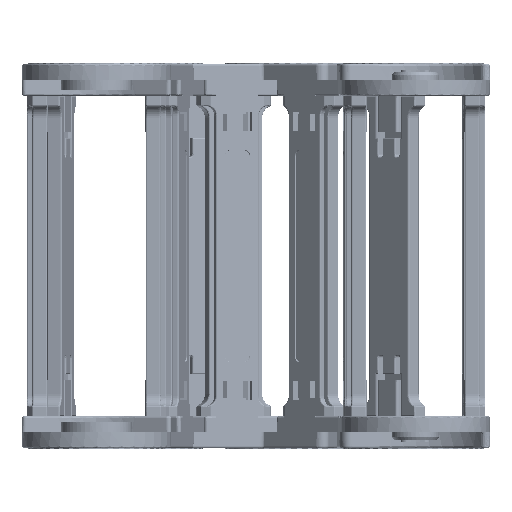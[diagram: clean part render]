
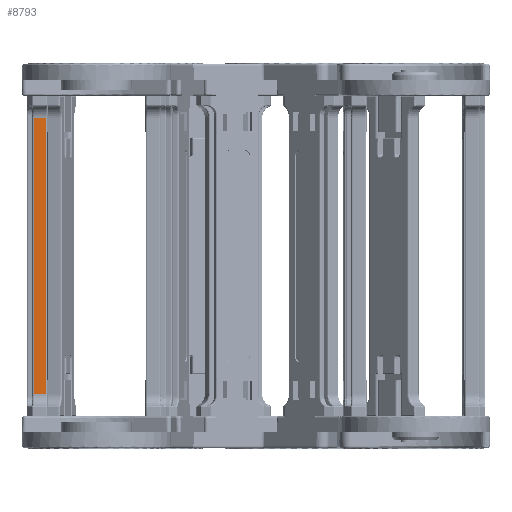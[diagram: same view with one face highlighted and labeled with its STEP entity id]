
A CAD part, left-side view. The second image highlights one B-rep face of the part: STEP entity #8793.
In plain terms, the highlighted face is planar.
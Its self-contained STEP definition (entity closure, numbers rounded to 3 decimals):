
#735 = DIRECTION ( 'NONE',  ( 0., 0., -1. ) ) ;
#2409 = VERTEX_POINT ( 'NONE', #18346 ) ;
#2910 = EDGE_CURVE ( 'NONE', #27315, #18911, #15748, .T. ) ;
#2914 = LINE ( 'NONE', #38022, #31221 ) ;
#4622 = ORIENTED_EDGE ( 'NONE', *, *, #49510, .T. ) ;
#8688 = EDGE_CURVE ( 'NONE', #2409, #18911, #2914, .T. ) ;
#8793 = ADVANCED_FACE ( 'NONE', ( #43598 ), #47276, .T. ) ;
#10065 = DIRECTION ( 'NONE',  ( 1., 0., 0. ) ) ;
#12505 = DIRECTION ( 'NONE',  ( 0., -1., 0. ) ) ;
#15348 = DIRECTION ( 'NONE',  ( 0., 0., -1. ) ) ;
#15748 = LINE ( 'NONE', #32234, #36091 ) ;
#17844 = DIRECTION ( 'NONE',  ( 0., 1., 0. ) ) ;
#17890 = VECTOR ( 'NONE', #12505, 1000. ) ;
#18346 = CARTESIAN_POINT ( 'NONE',  ( -159.908, -15.975, 218.217 ) ) ;
#18911 = VERTEX_POINT ( 'NONE', #34969 ) ;
#19029 = DIRECTION ( 'NONE',  ( 0., 1., 0. ) ) ;
#21603 = CARTESIAN_POINT ( 'NONE',  ( -159.908, -19.801, 131.861 ) ) ;
#23160 = LINE ( 'NONE', #41685, #17890 ) ;
#25216 = ORIENTED_EDGE ( 'NONE', *, *, #26416, .T. ) ;
#26416 = EDGE_CURVE ( 'NONE', #28867, #27315, #53683, .T. ) ;
#27315 = VERTEX_POINT ( 'NONE', #21603 ) ;
#28867 = VERTEX_POINT ( 'NONE', #48223 ) ;
#29522 = VECTOR ( 'NONE', #15348, 1000. ) ;
#30289 = EDGE_LOOP ( 'NONE', ( #32187, #4622, #25216, #49938 ) ) ;
#31054 = CARTESIAN_POINT ( 'NONE',  ( -159.908, 78.686, 105.399 ) ) ;
#31221 = VECTOR ( 'NONE', #735, 1000. ) ;
#32187 = ORIENTED_EDGE ( 'NONE', *, *, #8688, .F. ) ;
#32234 = CARTESIAN_POINT ( 'NONE',  ( -159.908, 78.686, 131.861 ) ) ;
#34969 = CARTESIAN_POINT ( 'NONE',  ( -159.908, -15.975, 131.861 ) ) ;
#36091 = VECTOR ( 'NONE', #19029, 1000. ) ;
#38022 = CARTESIAN_POINT ( 'NONE',  ( -159.908, -15.975, 105.399 ) ) ;
#40840 = CARTESIAN_POINT ( 'NONE',  ( -159.908, -19.801, 105.399 ) ) ;
#41685 = CARTESIAN_POINT ( 'NONE',  ( -159.908, 78.686, 218.217 ) ) ;
#42357 = AXIS2_PLACEMENT_3D ( 'NONE', #31054, #10065, #17844 ) ;
#43598 = FACE_OUTER_BOUND ( 'NONE', #30289, .T. ) ;
#47276 = PLANE ( 'NONE',  #42357 ) ;
#48223 = CARTESIAN_POINT ( 'NONE',  ( -159.908, -19.801, 218.217 ) ) ;
#49510 = EDGE_CURVE ( 'NONE', #2409, #28867, #23160, .T. ) ;
#49938 = ORIENTED_EDGE ( 'NONE', *, *, #2910, .T. ) ;
#53683 = LINE ( 'NONE', #40840, #29522 ) ;
